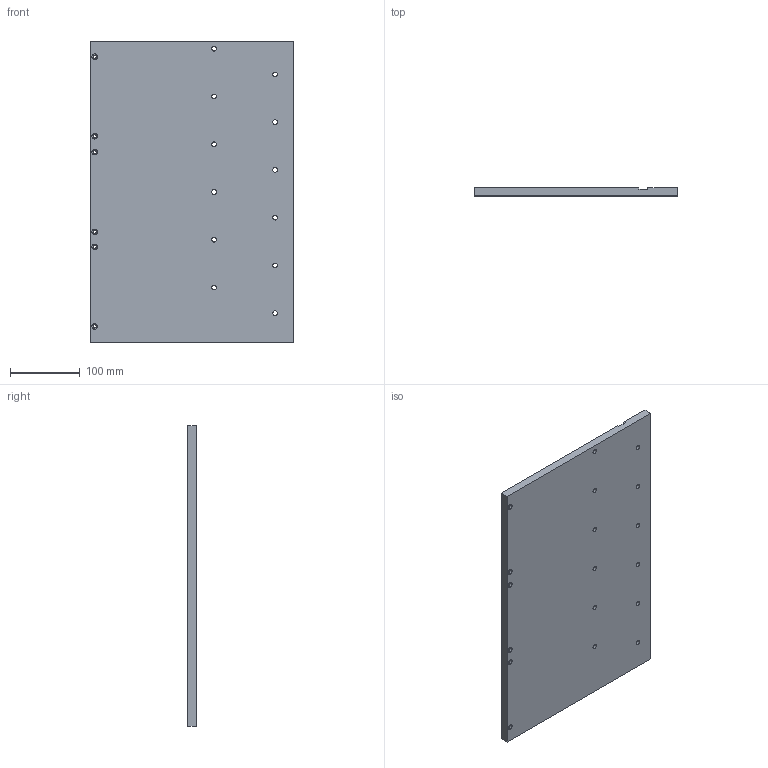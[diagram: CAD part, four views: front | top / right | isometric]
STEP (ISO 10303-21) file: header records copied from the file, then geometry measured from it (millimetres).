
FILE_DESCRIPTION (( 'STEP AP214' ), '1' );
FILE_NAME ('D1002445_aLIGO_SUS_HSTS_UPPER BLADE BAKING FIXTURE BASE PLATE, HSTS.STEP', '2011-02-18T17:33:43', ( '' ), ( '' ), 'SwSTEP 2.0', 'SolidWorks 2010', '' );
FILE_SCHEMA (( 'AUTOMOTIVE_DESIGN' ));
Length unit declared in the file: inch
Products named in the file (1): D1002445_aLIGO_SUS_HSTS_UPPER BLADE BAKING FIXTURE BASE PLATE, HSTS
Bounding box: 292.1 x 11.94 x 431.8 mm (x, y, z)
Volume: 1484683.2 mm3; surface area: 274942.1 mm2
Topology: 1 solids, 1 shells, 64 faces, 168 edges, 112 vertices
Faces by surface type: cylinder 48, plane 16
Entity records: 2452 total; most frequent: DIRECTION 394, CARTESIAN_POINT 345, ORIENTED_EDGE 336, EDGE_CURVE 168, AXIS2_PLACEMENT_3D 161, VERTEX_POINT 112, EDGE_LOOP 106, CIRCLE 96
